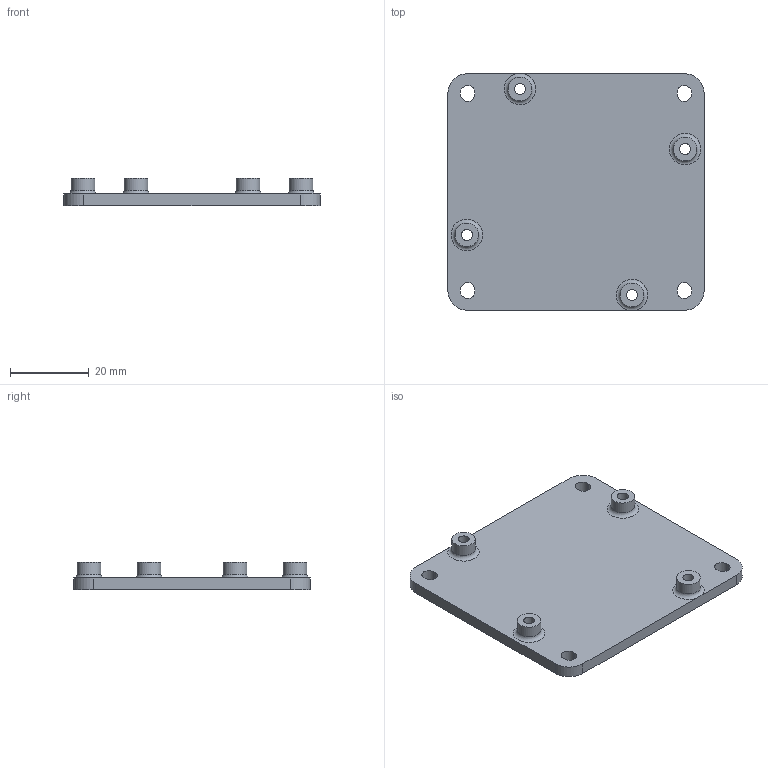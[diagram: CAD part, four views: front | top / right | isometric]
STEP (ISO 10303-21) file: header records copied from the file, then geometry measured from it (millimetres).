
FILE_DESCRIPTION(/* description */ (''),/* implementation_level */ '2;1');
FILE_NAME(/* name */ 'Lower Tray - BTT UPS 24V 1.0.step',/* time_stamp */ '2022-10-25T11:12:35-05:00',/* author */ (''),/* organization */ (''),/* preprocessor_version */ 'ST-DEVELOPER v19.2',/* originating_system */ 'Autodesk Translation Framework v11.17.0.187',/* authorisation */ '');
FILE_SCHEMA (('AUTOMOTIVE_DESIGN { 1 0 10303 214 3 1 1 }'));
Length unit declared in the file: millimetre
Products named in the file (2): Lower Tray - BTT UPS 24V 1.0; Small Template
Assembly tree (1 placements, depth 2):
  Lower Tray - BTT UPS 24V 1.0
    Small Template
Bounding box: 65 x 60 x 7 mm (x, y, z)
Volume: 11789.2 mm3; surface area: 9001.3 mm2
Topology: 1 solids, 1 shells, 42 faces, 110 edges, 72 vertices
Faces by surface type: cylinder 20, plane 18, torus 4
Full cylindrical faces by diameter (mm): 2.8 x4, 6 x4
Entity records: 1418 total; most frequent: DIRECTION 248, CARTESIAN_POINT 245, ORIENTED_EDGE 220, EDGE_CURVE 110, AXIS2_PLACEMENT_3D 95, VERTEX_POINT 72, EDGE_LOOP 60, LINE 58
